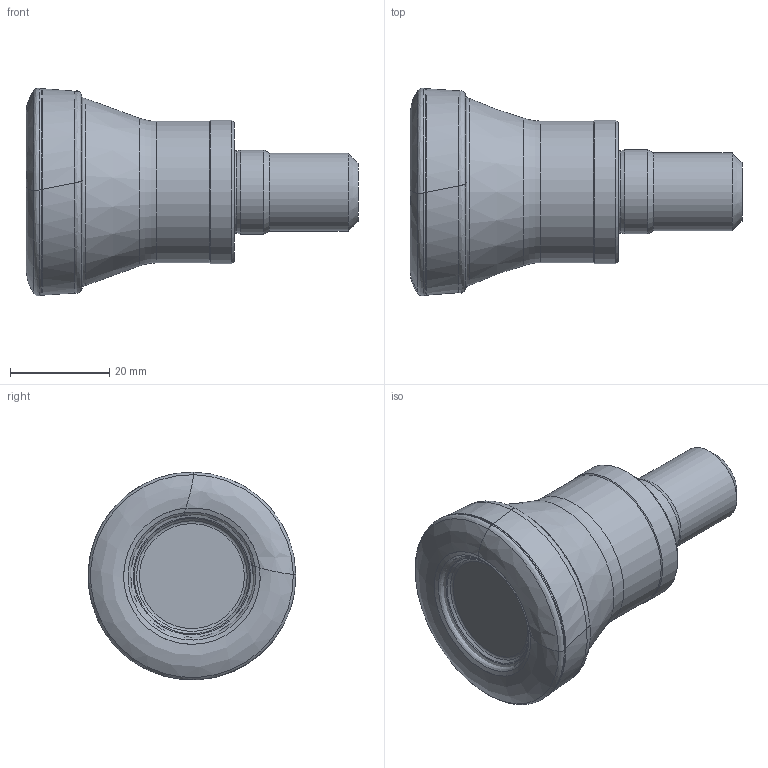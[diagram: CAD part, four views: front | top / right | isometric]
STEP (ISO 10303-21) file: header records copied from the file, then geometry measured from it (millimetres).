
FILE_DESCRIPTION(/* description */ (''),/* implementation_level */ '2;1');
FILE_NAME(/* name */ 'AHFM-BL0904-D42-M16-L43-Z05-H.stp',/* time_stamp */ '2023-10-18T08:27:09+03:00',/* author */ (''),/* organization */ (''),/* preprocessor_version */ 'ST-DEVELOPER v19.4',/* originating_system */ 'SIEMENS PLM Software NX2306.5001',/* authorisation */ '');
FILE_SCHEMA (('AUTOMOTIVE_DESIGN { 1 0 10303 214 3 1 1 1 }'));
Length unit declared in the file: millimetre
Products named in the file (1): AHFM-BL0904-D42-M16-L43-Z05-H-LIGHT_x_t_objects
Bounding box: 67.07 x 41.96 x 41.96 mm (x, y, z)
Volume: 49243.5 mm3; surface area: 11020.9 mm2
Topology: 2 solids, 2 shells, 55 faces, 106 edges, 54 vertices
Faces by surface type: bspline 33, cone 9, torus 6, cylinder 4, plane 3
Full cylindrical faces by diameter (mm): 15.75 x1, 17 x1, 28.6 x1, 29 x1
Entity records: 1751 total; most frequent: CARTESIAN_POINT 763, DIRECTION 206, ORIENTED_EDGE 172, AXIS2_PLACEMENT_3D 97, EDGE_CURVE 86, EDGE_LOOP 76, CIRCLE 74, ADVANCED_FACE 55
